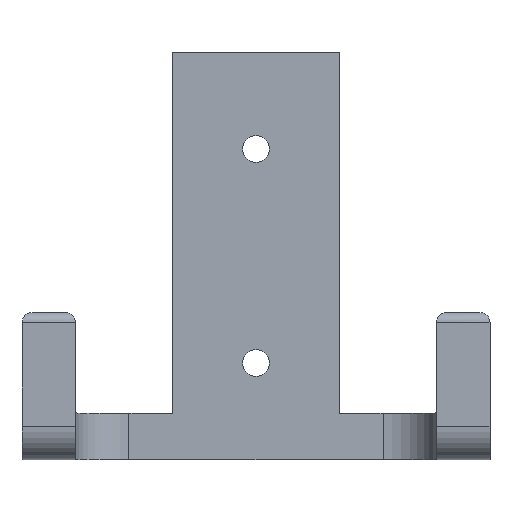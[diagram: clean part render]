
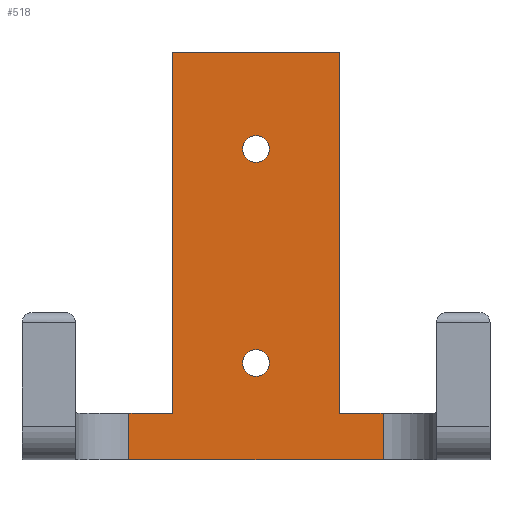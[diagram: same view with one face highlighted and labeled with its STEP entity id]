
A CAD part, top view. The second image highlights one B-rep face of the part: STEP entity #518.
In plain terms, the highlighted planar face has unit normal (0, 0, 1).
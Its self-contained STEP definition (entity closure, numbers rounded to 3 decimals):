
#5 = DIRECTION ( 'NONE',  ( -1., 0., 0. ) ) ;
#16 = ORIENTED_EDGE ( 'NONE', *, *, #1174, .F. ) ;
#17 = CARTESIAN_POINT ( 'NONE',  ( -12.5, -23.5, 7. ) ) ;
#23 = DIRECTION ( 'NONE',  ( 0., 0., 1. ) ) ;
#25 = VERTEX_POINT ( 'NONE', #830 ) ;
#27 = CARTESIAN_POINT ( 'NONE',  ( 0., 16., 7. ) ) ;
#37 = VERTEX_POINT ( 'NONE', #345 ) ;
#49 = DIRECTION ( 'NONE',  ( 1., 0., 0. ) ) ;
#60 = VECTOR ( 'NONE', #1180, 1000. ) ;
#70 = EDGE_CURVE ( 'NONE', #128, #25, #1203, .T. ) ;
#71 = CARTESIAN_POINT ( 'NONE',  ( -19., 0., 7. ) ) ;
#128 = VERTEX_POINT ( 'NONE', #272 ) ;
#131 = LINE ( 'NONE', #487, #1075 ) ;
#139 = ORIENTED_EDGE ( 'NONE', *, *, #1036, .T. ) ;
#160 = FACE_BOUND ( 'NONE', #494, .T. ) ;
#166 = CARTESIAN_POINT ( 'NONE',  ( 0., 0., 7. ) ) ;
#172 = DIRECTION ( 'NONE',  ( 0., 0., 1. ) ) ;
#193 = CARTESIAN_POINT ( 'NONE',  ( 12.5, 30.5, 7. ) ) ;
#200 = CARTESIAN_POINT ( 'NONE',  ( 12.5, 30.5, 7. ) ) ;
#214 = CARTESIAN_POINT ( 'NONE',  ( -12.5, 30.5, 7. ) ) ;
#222 = EDGE_LOOP ( 'NONE', ( #678, #408, #952, #874, #139, #1171, #841, #306 ) ) ;
#225 = EDGE_CURVE ( 'NONE', #37, #447, #407, .T. ) ;
#236 = CARTESIAN_POINT ( 'NONE',  ( -19., -23.5, 7. ) ) ;
#244 = CARTESIAN_POINT ( 'NONE',  ( -12.5, -30.5, 7. ) ) ;
#249 = CARTESIAN_POINT ( 'NONE',  ( 12.5, -23.5, 7. ) ) ;
#262 = PLANE ( 'NONE',  #1122 ) ;
#265 = EDGE_CURVE ( 'NONE', #615, #693, #1184, .T. ) ;
#272 = CARTESIAN_POINT ( 'NONE',  ( -19., -30.5, 7. ) ) ;
#281 = CARTESIAN_POINT ( 'NONE',  ( 2., -16., 7. ) ) ;
#298 = AXIS2_PLACEMENT_3D ( 'NONE', #580, #23, #1150 ) ;
#306 = ORIENTED_EDGE ( 'NONE', *, *, #395, .T. ) ;
#322 = ORIENTED_EDGE ( 'NONE', *, *, #694, .F. ) ;
#345 = CARTESIAN_POINT ( 'NONE',  ( -2., 16., 7. ) ) ;
#353 = VECTOR ( 'NONE', #663, 1000. ) ;
#366 = CARTESIAN_POINT ( 'NONE',  ( -12.5, 30.5, 7. ) ) ;
#394 = CIRCLE ( 'NONE', #298, 2. ) ;
#395 = EDGE_CURVE ( 'NONE', #1124, #128, #713, .T. ) ;
#407 = CIRCLE ( 'NONE', #1095, 2. ) ;
#408 = ORIENTED_EDGE ( 'NONE', *, *, #1130, .T. ) ;
#436 = LINE ( 'NONE', #617, #648 ) ;
#443 = DIRECTION ( 'NONE',  ( 0., 1., 0. ) ) ;
#447 = VERTEX_POINT ( 'NONE', #1081 ) ;
#479 = EDGE_LOOP ( 'NONE', ( #322, #1206 ) ) ;
#487 = CARTESIAN_POINT ( 'NONE',  ( -12.5, -23.5, 7. ) ) ;
#488 = VERTEX_POINT ( 'NONE', #634 ) ;
#494 = EDGE_LOOP ( 'NONE', ( #509, #16 ) ) ;
#500 = DIRECTION ( 'NONE',  ( -1., 0., 0. ) ) ;
#502 = VECTOR ( 'NONE', #1024, 1000. ) ;
#509 = ORIENTED_EDGE ( 'NONE', *, *, #656, .F. ) ;
#518 = ADVANCED_FACE ( 'NONE', ( #1107, #160, #1009 ), #262, .T. ) ;
#521 = DIRECTION ( 'NONE',  ( 0., 0., 1. ) ) ;
#523 = CIRCLE ( 'NONE', #582, 2. ) ;
#540 = CARTESIAN_POINT ( 'NONE',  ( -12.5, 30.5, 7. ) ) ;
#542 = EDGE_CURVE ( 'NONE', #1120, #1185, #842, .T. ) ;
#558 = VERTEX_POINT ( 'NONE', #200 ) ;
#580 = CARTESIAN_POINT ( 'NONE',  ( 0., -16., 7. ) ) ;
#582 = AXIS2_PLACEMENT_3D ( 'NONE', #612, #715, #984 ) ;
#612 = CARTESIAN_POINT ( 'NONE',  ( 0., -16., 7. ) ) ;
#615 = VERTEX_POINT ( 'NONE', #366 ) ;
#617 = CARTESIAN_POINT ( 'NONE',  ( 19., 0., 7. ) ) ;
#621 = DIRECTION ( 'NONE',  ( 0., -1., 0. ) ) ;
#634 = CARTESIAN_POINT ( 'NONE',  ( -2., -16., 7. ) ) ;
#636 = CARTESIAN_POINT ( 'NONE',  ( 19., -23.5, 7. ) ) ;
#648 = VECTOR ( 'NONE', #443, 1000. ) ;
#656 = EDGE_CURVE ( 'NONE', #872, #488, #394, .T. ) ;
#663 = DIRECTION ( 'NONE',  ( 0., 1., 0. ) ) ;
#678 = ORIENTED_EDGE ( 'NONE', *, *, #70, .T. ) ;
#682 = LINE ( 'NONE', #214, #798 ) ;
#691 = AXIS2_PLACEMENT_3D ( 'NONE', #27, #710, #49 ) ;
#693 = VERTEX_POINT ( 'NONE', #17 ) ;
#694 = EDGE_CURVE ( 'NONE', #447, #37, #980, .T. ) ;
#710 = DIRECTION ( 'NONE',  ( 0., 0., 1. ) ) ;
#713 = LINE ( 'NONE', #71, #60 ) ;
#715 = DIRECTION ( 'NONE',  ( 0., 0., 1. ) ) ;
#798 = VECTOR ( 'NONE', #875, 1000. ) ;
#830 = CARTESIAN_POINT ( 'NONE',  ( 19., -30.5, 7. ) ) ;
#841 = ORIENTED_EDGE ( 'NONE', *, *, #1013, .T. ) ;
#842 = LINE ( 'NONE', #1220, #1005 ) ;
#871 = EDGE_CURVE ( 'NONE', #1185, #558, #1035, .T. ) ;
#872 = VERTEX_POINT ( 'NONE', #281 ) ;
#874 = ORIENTED_EDGE ( 'NONE', *, *, #871, .T. ) ;
#875 = DIRECTION ( 'NONE',  ( -1., 0., 0. ) ) ;
#890 = DIRECTION ( 'NONE',  ( 1., 0., 0. ) ) ;
#952 = ORIENTED_EDGE ( 'NONE', *, *, #542, .T. ) ;
#980 = CIRCLE ( 'NONE', #691, 2. ) ;
#984 = DIRECTION ( 'NONE',  ( 1., 0., 0. ) ) ;
#991 = CARTESIAN_POINT ( 'NONE',  ( 0., 16., 7. ) ) ;
#1005 = VECTOR ( 'NONE', #5, 1000. ) ;
#1009 = FACE_OUTER_BOUND ( 'NONE', #222, .T. ) ;
#1013 = EDGE_CURVE ( 'NONE', #693, #1124, #131, .T. ) ;
#1014 = DIRECTION ( 'NONE',  ( 1., 0., 0. ) ) ;
#1024 = DIRECTION ( 'NONE',  ( 1., 0., 0. ) ) ;
#1035 = LINE ( 'NONE', #193, #353 ) ;
#1036 = EDGE_CURVE ( 'NONE', #558, #615, #682, .T. ) ;
#1075 = VECTOR ( 'NONE', #500, 1000. ) ;
#1081 = CARTESIAN_POINT ( 'NONE',  ( 2., 16., 7. ) ) ;
#1095 = AXIS2_PLACEMENT_3D ( 'NONE', #991, #521, #1014 ) ;
#1107 = FACE_BOUND ( 'NONE', #479, .T. ) ;
#1120 = VERTEX_POINT ( 'NONE', #636 ) ;
#1122 = AXIS2_PLACEMENT_3D ( 'NONE', #166, #172, #890 ) ;
#1124 = VERTEX_POINT ( 'NONE', #236 ) ;
#1130 = EDGE_CURVE ( 'NONE', #25, #1120, #436, .T. ) ;
#1150 = DIRECTION ( 'NONE',  ( 1., 0., 0. ) ) ;
#1171 = ORIENTED_EDGE ( 'NONE', *, *, #265, .T. ) ;
#1174 = EDGE_CURVE ( 'NONE', #488, #872, #523, .T. ) ;
#1180 = DIRECTION ( 'NONE',  ( 0., -1., 0. ) ) ;
#1183 = VECTOR ( 'NONE', #621, 1000. ) ;
#1184 = LINE ( 'NONE', #540, #1183 ) ;
#1185 = VERTEX_POINT ( 'NONE', #249 ) ;
#1203 = LINE ( 'NONE', #244, #502 ) ;
#1206 = ORIENTED_EDGE ( 'NONE', *, *, #225, .F. ) ;
#1220 = CARTESIAN_POINT ( 'NONE',  ( 12.5, -23.5, 7. ) ) ;
